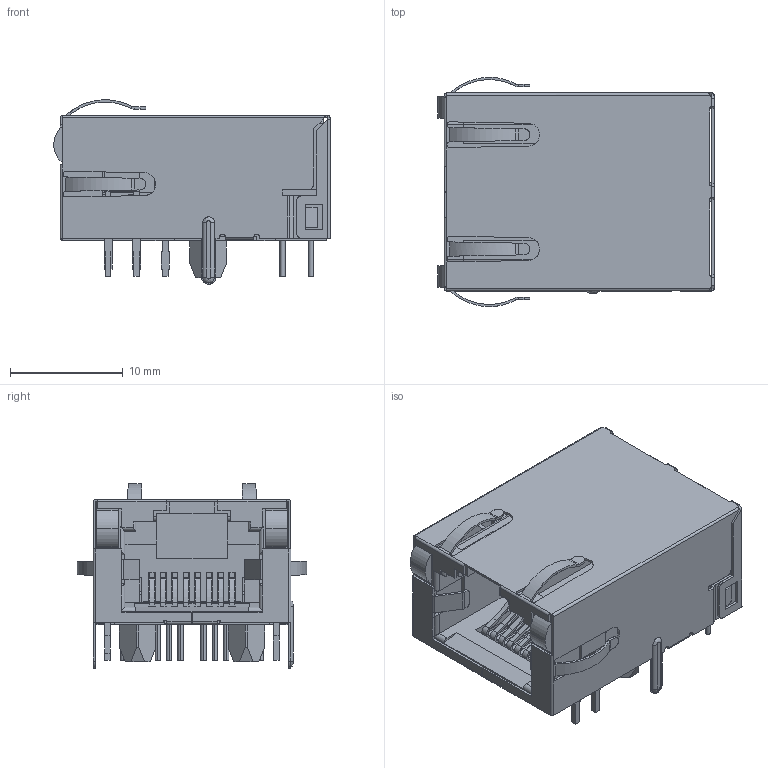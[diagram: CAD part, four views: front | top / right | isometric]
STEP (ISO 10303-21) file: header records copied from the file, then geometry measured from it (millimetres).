
FILE_DESCRIPTION (( 'STEP AP214' ), '1' );
FILE_NAME ('User Library-BEL FUSE L829-1J1T-43-1.STEP', '2018-09-23T20:26:45', ( '' ), ( '' ), 'SwSTEP 2.0', 'SolidWorks 2018', '' );
FILE_SCHEMA (( 'AUTOMOTIVE_DESIGN' ));
Length unit declared in the file: millimetre
Products named in the file (1): User Library-BEL FUSE L829-1J1T-43-1
Bounding box: 24.56 x 20.36 x 16.38 mm (x, y, z)
Surface area: 5967.5 mm2 (no closed solid volume)
Topology: 0 solids, 32 shells, 1503 faces, 4038 edges, 2601 vertices
Faces by surface type: plane 1014, cylinder 421, bspline 49, torus 8, cone 6, sphere 5
Entity records: 49723 total; most frequent: CARTESIAN_POINT 12282, ORIENTED_EDGE 8068, DIRECTION 7116, EDGE_CURVE 4036, LINE 3038, VECTOR 3038, VERTEX_POINT 2601, AXIS2_PLACEMENT_3D 2039
